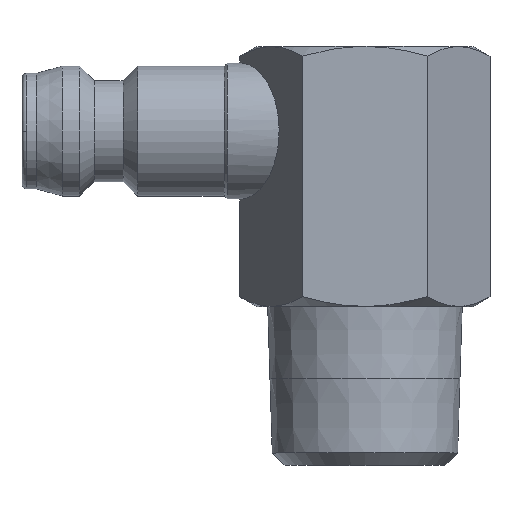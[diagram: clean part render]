
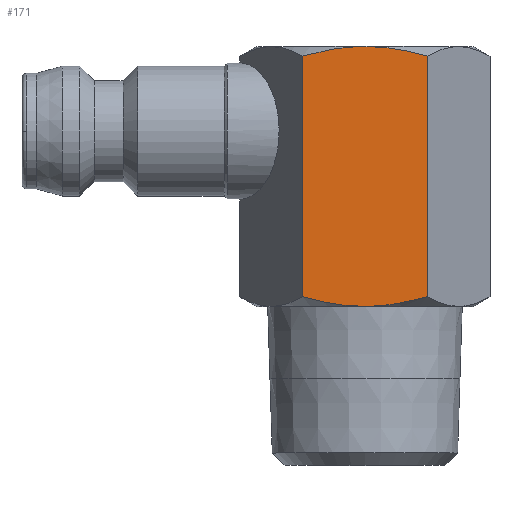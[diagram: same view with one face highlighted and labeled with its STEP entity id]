
A CAD part, top view. The second image highlights one B-rep face of the part: STEP entity #171.
In plain terms, the highlighted planar face has unit normal (0, 0, 1).
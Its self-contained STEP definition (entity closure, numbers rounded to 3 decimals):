
#171=ADVANCED_FACE('',(#353),#354,.T.);
#353=FACE_OUTER_BOUND('',#542,.T.);
#354=PLANE('',#543);
#542=EDGE_LOOP('',(#953,#954,#955,#956,#957,#958));
#543=AXIS2_PLACEMENT_3D('',#959,#960,#961);
#953=ORIENTED_EDGE('',*,*,#1239,.F.);
#954=ORIENTED_EDGE('',*,*,#1099,.F.);
#955=ORIENTED_EDGE('',*,*,#1175,.T.);
#956=ORIENTED_EDGE('',*,*,#1247,.F.);
#957=ORIENTED_EDGE('',*,*,#1206,.F.);
#958=ORIENTED_EDGE('',*,*,#1248,.F.);
#959=CARTESIAN_POINT('',(0.,10.0,7.5));
#960=DIRECTION('',(0.,0.0,1.0));
#961=DIRECTION('',(1.0,0.0,0.));
#1099=EDGE_CURVE('',#1299,#1300,#1301,.T.);
#1175=EDGE_CURVE('',#1299,#1420,#1422,.T.);
#1206=EDGE_CURVE('',#1460,#1461,#1462,.T.);
#1239=EDGE_CURVE('',#1300,#1500,#1502,.T.);
#1247=EDGE_CURVE('',#1461,#1420,#1510,.T.);
#1248=EDGE_CURVE('',#1500,#1460,#1511,.T.);
#1299=VERTEX_POINT('',#1638);
#1300=VERTEX_POINT('',#1639);
#1301=(B_SPLINE_CURVE(2,(#1641,#1642,#1643,#1644,#1645),.UNSPECIFIED.,.F.,.F.)B_SPLINE_CURVE_WITH_KNOTS((3,2,3),(0.0,4.397,8.795),.UNSPECIFIED.)RATIONAL_B_SPLINE_CURVE((1.0,1.038,1.0,1.038,1.0))BOUNDED_CURVE()REPRESENTATION_ITEM('')GEOMETRIC_REPRESENTATION_ITEM()CURVE());
#1420=VERTEX_POINT('',#1888);
#1422=LINE('',#1901,#1902);
#1460=VERTEX_POINT('',#1970);
#1461=VERTEX_POINT('',#1971);
#1462=(B_SPLINE_CURVE(2,(#1973,#1974,#1975,#1976,#1977),.UNSPECIFIED.,.F.,.F.)B_SPLINE_CURVE_WITH_KNOTS((3,2,3),(0.0,4.397,8.795),.UNSPECIFIED.)RATIONAL_B_SPLINE_CURVE((1.0,1.038,1.0,1.038,1.0))BOUNDED_CURVE()REPRESENTATION_ITEM('')GEOMETRIC_REPRESENTATION_ITEM()CURVE());
#1500=VERTEX_POINT('',#2084);
#1502=(B_SPLINE_CURVE(2,(#2098,#2099,#2100,#2101,#2102),.UNSPECIFIED.,.F.,.F.)B_SPLINE_CURVE_WITH_KNOTS((3,2,3),(0.0,4.397,8.795),.UNSPECIFIED.)RATIONAL_B_SPLINE_CURVE((1.0,1.038,1.0,1.038,1.0))BOUNDED_CURVE()REPRESENTATION_ITEM('')GEOMETRIC_REPRESENTATION_ITEM()CURVE());
#1510=(B_SPLINE_CURVE(2,(#2117,#2118,#2119,#2120,#2121),.UNSPECIFIED.,.F.,.F.)B_SPLINE_CURVE_WITH_KNOTS((3,2,3),(0.0,4.397,8.795),.UNSPECIFIED.)RATIONAL_B_SPLINE_CURVE((1.0,1.038,1.0,1.038,1.0))BOUNDED_CURVE()REPRESENTATION_ITEM('')GEOMETRIC_REPRESENTATION_ITEM()CURVE());
#1511=LINE('',#2128,#2129);
#1638=CARTESIAN_POINT('',(4.33,11.67,7.5));
#1639=CARTESIAN_POINT('',(0.,11.0,7.5));
#1641=CARTESIAN_POINT('',(4.335,11.671,7.5));
#1642=CARTESIAN_POINT('',(2.011,11.0,7.5));
#1643=CARTESIAN_POINT('',(0.,11.0,7.5));
#1644=CARTESIAN_POINT('',(-2.011,11.0,7.5));
#1645=CARTESIAN_POINT('',(-4.335,11.671,7.5));
#1888=CARTESIAN_POINT('',(4.33,28.33,7.5));
#1901=CARTESIAN_POINT('',(4.33,10.0,7.5));
#1902=VECTOR('',#2335,1.0);
#1970=CARTESIAN_POINT('',(-4.33,28.33,7.5));
#1971=CARTESIAN_POINT('',(0.,29.0,7.5));
#1973=CARTESIAN_POINT('',(-4.335,28.329,7.5));
#1974=CARTESIAN_POINT('',(-2.011,29.0,7.5));
#1975=CARTESIAN_POINT('',(0.,29.0,7.5));
#1976=CARTESIAN_POINT('',(2.011,29.0,7.5));
#1977=CARTESIAN_POINT('',(4.335,28.329,7.5));
#2084=CARTESIAN_POINT('',(-4.33,11.67,7.5));
#2098=CARTESIAN_POINT('',(4.335,11.671,7.5));
#2099=CARTESIAN_POINT('',(2.011,11.0,7.5));
#2100=CARTESIAN_POINT('',(0.,11.0,7.5));
#2101=CARTESIAN_POINT('',(-2.011,11.0,7.5));
#2102=CARTESIAN_POINT('',(-4.335,11.671,7.5));
#2117=CARTESIAN_POINT('',(-4.335,28.329,7.5));
#2118=CARTESIAN_POINT('',(-2.011,29.0,7.5));
#2119=CARTESIAN_POINT('',(0.,29.0,7.5));
#2120=CARTESIAN_POINT('',(2.011,29.0,7.5));
#2121=CARTESIAN_POINT('',(4.335,28.329,7.5));
#2128=CARTESIAN_POINT('',(-4.33,10.0,7.5));
#2129=VECTOR('',#2412,1.0);
#2335=DIRECTION('',(0.0,1.0,0.0));
#2412=DIRECTION('',(0.0,1.0,0.0));
